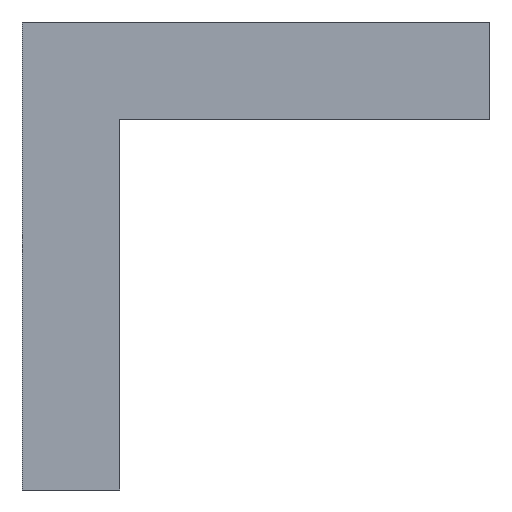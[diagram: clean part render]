
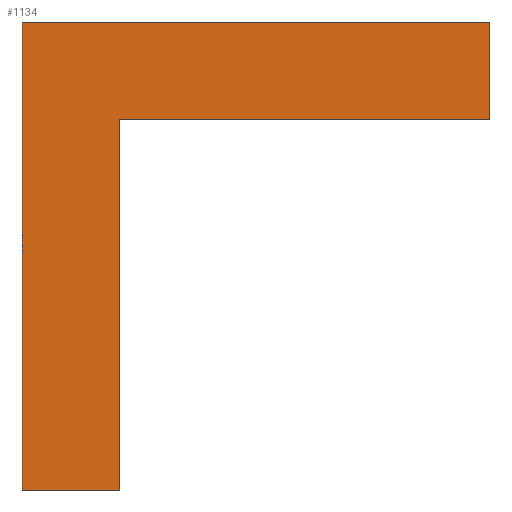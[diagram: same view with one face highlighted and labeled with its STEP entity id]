
A CAD part, front view. The second image highlights one B-rep face of the part: STEP entity #1134.
In plain terms, the highlighted planar face has unit normal (0, -1, 0).
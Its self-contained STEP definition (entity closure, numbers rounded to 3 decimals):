
#19 = DIRECTION ( 'NONE',  ( 1., 0., 0. ) ) ;
#102 = VECTOR ( 'NONE', #2771, 1000. ) ;
#104 = EDGE_CURVE ( 'NONE', #322, #1689, #205, .T. ) ;
#205 = LINE ( 'NONE', #2532, #102 ) ;
#207 = CARTESIAN_POINT ( 'NONE',  ( 2.5, 0., 0. ) ) ;
#240 = CARTESIAN_POINT ( 'NONE',  ( 12., 0., 0. ) ) ;
#294 = EDGE_CURVE ( 'NONE', #2313, #1732, #311, .T. ) ;
#311 = LINE ( 'NONE', #1903, #2397 ) ;
#322 = VERTEX_POINT ( 'NONE', #240 ) ;
#374 = DIRECTION ( 'NONE',  ( 0., 1., 0. ) ) ;
#558 = ORIENTED_EDGE ( 'NONE', *, *, #1450, .T. ) ;
#709 = CARTESIAN_POINT ( 'NONE',  ( 0., 0., 0. ) ) ;
#793 = ORIENTED_EDGE ( 'NONE', *, *, #2616, .F. ) ;
#809 = DIRECTION ( 'NONE',  ( 1., 0., 0. ) ) ;
#880 = ORIENTED_EDGE ( 'NONE', *, *, #1469, .T. ) ;
#892 = VECTOR ( 'NONE', #809, 1000. ) ;
#974 = DIRECTION ( 'NONE',  ( 0., 0., -1. ) ) ;
#1025 = LINE ( 'NONE', #709, #1496 ) ;
#1034 = VERTEX_POINT ( 'NONE', #1811 ) ;
#1111 = LINE ( 'NONE', #1303, #2089 ) ;
#1134 = ADVANCED_FACE ( 'NONE', ( #2008 ), #1384, .F. ) ;
#1152 = DIRECTION ( 'NONE',  ( 0., 0., 1. ) ) ;
#1233 = ORIENTED_EDGE ( 'NONE', *, *, #294, .T. ) ;
#1303 = CARTESIAN_POINT ( 'NONE',  ( 0., 0., 0. ) ) ;
#1350 = ORIENTED_EDGE ( 'NONE', *, *, #1939, .F. ) ;
#1384 = PLANE ( 'NONE',  #2070 ) ;
#1450 = EDGE_CURVE ( 'NONE', #1034, #1689, #3069, .T. ) ;
#1469 = EDGE_CURVE ( 'NONE', #2422, #2313, #1111, .T. ) ;
#1496 = VECTOR ( 'NONE', #19, 1000. ) ;
#1689 = VERTEX_POINT ( 'NONE', #2096 ) ;
#1715 = EDGE_LOOP ( 'NONE', ( #558, #2225, #793, #880, #1233, #1350 ) ) ;
#1732 = VERTEX_POINT ( 'NONE', #3076 ) ;
#1749 = DIRECTION ( 'NONE',  ( 0., 0., -1. ) ) ;
#1811 = CARTESIAN_POINT ( 'NONE',  ( 2.5, 0., -2.5 ) ) ;
#1903 = CARTESIAN_POINT ( 'NONE',  ( 0., 0., -12. ) ) ;
#1939 = EDGE_CURVE ( 'NONE', #1034, #1732, #2981, .T. ) ;
#2008 = FACE_OUTER_BOUND ( 'NONE', #1715, .T. ) ;
#2070 = AXIS2_PLACEMENT_3D ( 'NONE', #2804, #374, #1152 ) ;
#2089 = VECTOR ( 'NONE', #1749, 1000. ) ;
#2096 = CARTESIAN_POINT ( 'NONE',  ( 12., 0., -2.5 ) ) ;
#2225 = ORIENTED_EDGE ( 'NONE', *, *, #104, .F. ) ;
#2290 = CARTESIAN_POINT ( 'NONE',  ( 0., 0., 0. ) ) ;
#2313 = VERTEX_POINT ( 'NONE', #2316 ) ;
#2316 = CARTESIAN_POINT ( 'NONE',  ( 0., 0., -12. ) ) ;
#2397 = VECTOR ( 'NONE', #2916, 1000. ) ;
#2422 = VERTEX_POINT ( 'NONE', #2290 ) ;
#2532 = CARTESIAN_POINT ( 'NONE',  ( 12., 0., 0. ) ) ;
#2579 = VECTOR ( 'NONE', #974, 1000. ) ;
#2616 = EDGE_CURVE ( 'NONE', #2422, #322, #1025, .T. ) ;
#2705 = CARTESIAN_POINT ( 'NONE',  ( 0., 0., -2.5 ) ) ;
#2771 = DIRECTION ( 'NONE',  ( 0., 0., -1. ) ) ;
#2804 = CARTESIAN_POINT ( 'NONE',  ( 0., 0., 0. ) ) ;
#2916 = DIRECTION ( 'NONE',  ( 1., 0., 0. ) ) ;
#2981 = LINE ( 'NONE', #207, #2579 ) ;
#3069 = LINE ( 'NONE', #2705, #892 ) ;
#3076 = CARTESIAN_POINT ( 'NONE',  ( 2.5, 0., -12. ) ) ;
